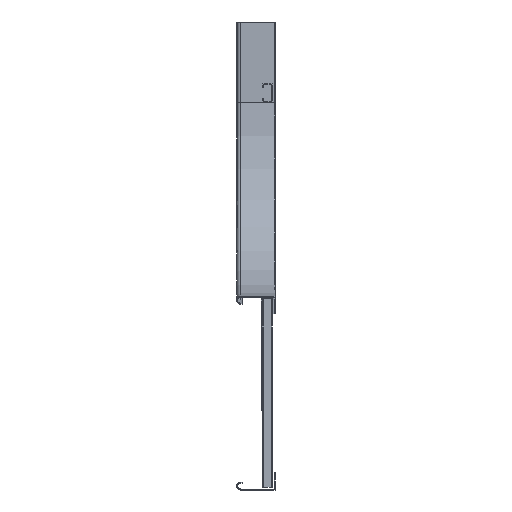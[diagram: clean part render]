
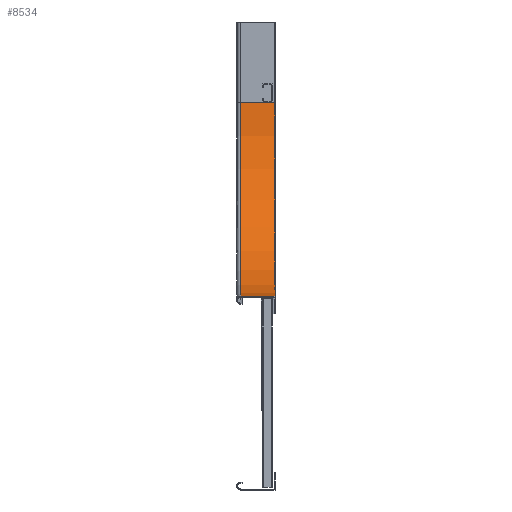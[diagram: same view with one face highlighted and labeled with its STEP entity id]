
A CAD part, left-side view. The second image highlights one B-rep face of the part: STEP entity #8534.
In plain terms, the highlighted cylindrical face has radius 300 mm (diameter 600 mm), a partial arc.
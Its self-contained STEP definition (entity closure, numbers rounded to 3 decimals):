
#308 = ORIENTED_EDGE ( 'NONE', *, *, #3638, .F. ) ;
#540 = VECTOR ( 'NONE', #3267, 1000. ) ;
#597 = ORIENTED_EDGE ( 'NONE', *, *, #1830, .F. ) ;
#1348 = CARTESIAN_POINT ( 'NONE',  ( 0., 54., -125. ) ) ;
#1477 = AXIS2_PLACEMENT_3D ( 'NONE', #3915, #8672, #3230 ) ;
#1769 = CIRCLE ( 'NONE', #3457, 300. ) ;
#1830 = EDGE_CURVE ( 'NONE', #4914, #4266, #8280, .T. ) ;
#2269 = CARTESIAN_POINT ( 'NONE',  ( 300., 0., -425. ) ) ;
#2324 = CARTESIAN_POINT ( 'NONE',  ( 300., 0., -125. ) ) ;
#2596 = CARTESIAN_POINT ( 'NONE',  ( 300., 0., -425. ) ) ;
#2797 = CARTESIAN_POINT ( 'NONE',  ( 0., 0., -125. ) ) ;
#2821 = EDGE_CURVE ( 'NONE', #6715, #4539, #1769, .T. ) ;
#2929 = AXIS2_PLACEMENT_3D ( 'NONE', #7654, #8336, #5590 ) ;
#3025 = DIRECTION ( 'NONE',  ( 0., 0., 1. ) ) ;
#3230 = DIRECTION ( 'NONE',  ( 0., 0., -1. ) ) ;
#3259 = CARTESIAN_POINT ( 'NONE',  ( 0., 0., -125. ) ) ;
#3267 = DIRECTION ( 'NONE',  ( 0., 1., 0. ) ) ;
#3457 = AXIS2_PLACEMENT_3D ( 'NONE', #2324, #7109, #3025 ) ;
#3500 = ORIENTED_EDGE ( 'NONE', *, *, #4176, .T. ) ;
#3638 = EDGE_CURVE ( 'NONE', #6715, #4914, #6196, .T. ) ;
#3915 = CARTESIAN_POINT ( 'NONE',  ( 300., 0., -125. ) ) ;
#4172 = LINE ( 'NONE', #2596, #540 ) ;
#4176 = EDGE_CURVE ( 'NONE', #4539, #4266, #4172, .T. ) ;
#4266 = VERTEX_POINT ( 'NONE', #5392 ) ;
#4539 = VERTEX_POINT ( 'NONE', #2269 ) ;
#4728 = CYLINDRICAL_SURFACE ( 'NONE', #1477, 300. ) ;
#4914 = VERTEX_POINT ( 'NONE', #1348 ) ;
#5392 = CARTESIAN_POINT ( 'NONE',  ( 300., 54., -425. ) ) ;
#5406 = EDGE_LOOP ( 'NONE', ( #597, #308, #7682, #3500 ) ) ;
#5590 = DIRECTION ( 'NONE',  ( -1., 0., 0. ) ) ;
#6196 = LINE ( 'NONE', #2797, #7795 ) ;
#6715 = VERTEX_POINT ( 'NONE', #3259 ) ;
#6883 = DIRECTION ( 'NONE',  ( 0., 1., 0. ) ) ;
#7109 = DIRECTION ( 'NONE',  ( 0., -1., 0. ) ) ;
#7654 = CARTESIAN_POINT ( 'NONE',  ( 300., 54., -125. ) ) ;
#7682 = ORIENTED_EDGE ( 'NONE', *, *, #2821, .T. ) ;
#7795 = VECTOR ( 'NONE', #6883, 1000. ) ;
#8280 = CIRCLE ( 'NONE', #2929, 300. ) ;
#8336 = DIRECTION ( 'NONE',  ( 0., -1., 0. ) ) ;
#8534 = ADVANCED_FACE ( 'NONE', ( #8558 ), #4728, .F. ) ;
#8558 = FACE_OUTER_BOUND ( 'NONE', #5406, .T. ) ;
#8672 = DIRECTION ( 'NONE',  ( 0., -1., 0. ) ) ;
